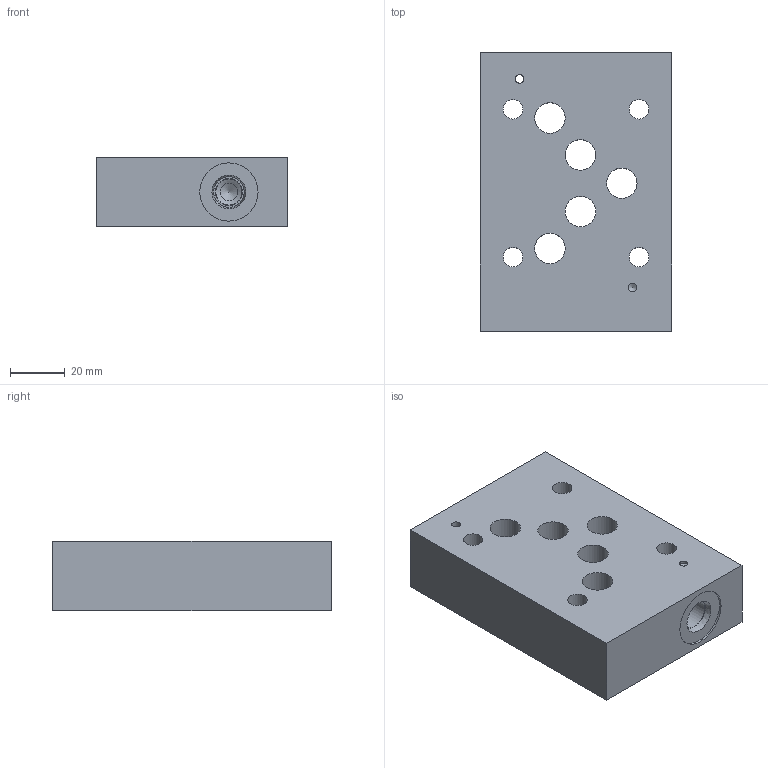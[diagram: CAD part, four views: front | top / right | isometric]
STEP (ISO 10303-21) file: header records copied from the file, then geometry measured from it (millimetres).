
FILE_DESCRIPTION(/* description */ (''),/* implementation_level */ '2;1');
FILE_NAME(/* name */ '_D05HTPPT4S.stp',/* time_stamp */ '2020-04-21T09:33:23-04:00',/* author */ ('alexanderw'),/* organization */ (''),/* preprocessor_version */ 'ST-DEVELOPER v17',/* originating_system */ 'Autodesk Inventor 2019',/* authorisation */ '');
FILE_SCHEMA (('AUTOMOTIVE_DESIGN { 1 0 10303 214 3 1 1 }'));
Length unit declared in the file: millimetre
Products named in the file (1): Part_DD05HTPPT4S_3D
Bounding box: 69.85 x 101.6 x 25.4 mm (x, y, z)
Volume: 159013.3 mm3; surface area: 30446.8 mm2
Topology: 1 solids, 1 shells, 379 faces, 1035 edges, 697 vertices
Faces by surface type: plane 269, bspline 73, cylinder 26, cone 11
Full cylindrical faces by diameter (mm): 3.175 x2, 6.35 x1, 7.137 x4, 9.525 x2, 9.881 x2, 11.125 x9, 15.875 x4, 21.285 x2
Entity records: 12664 total; most frequent: CARTESIAN_POINT 3057, ORIENTED_EDGE 2062, DIRECTION 1590, EDGE_CURVE 1031, LINE 794, VECTOR 794, VERTEX_POINT 697, EDGE_LOOP 442
